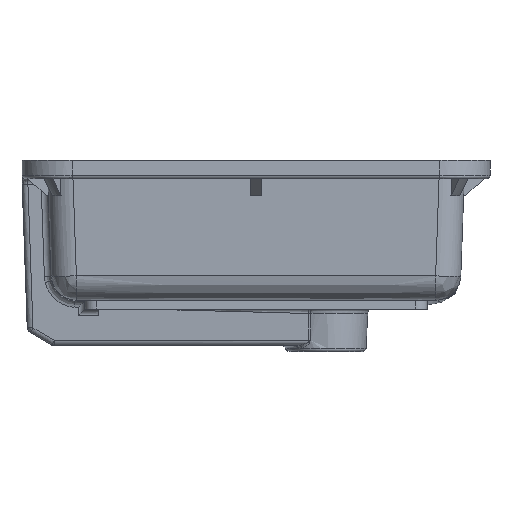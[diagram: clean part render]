
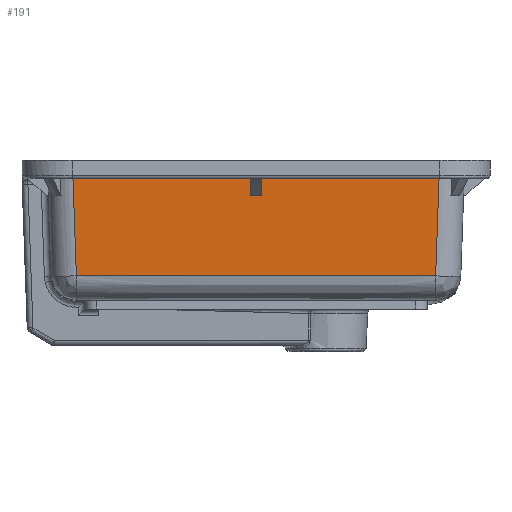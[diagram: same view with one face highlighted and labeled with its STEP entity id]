
A CAD part, left-side view. The second image highlights one B-rep face of the part: STEP entity #191.
In plain terms, the highlighted planar face has unit normal (-0.999, 0, -0.035).
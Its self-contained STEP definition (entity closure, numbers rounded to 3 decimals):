
#191=ADVANCED_FACE('',(#484),#4965,.T.);
#484=FACE_OUTER_BOUND('',#787,.T.);
#787=EDGE_LOOP('',(#1475,#1476,#1477,#1478,#1479,#1480,#1481,#1482));
#1475=ORIENTED_EDGE('',*,*,#2890,.F.);
#1476=ORIENTED_EDGE('',*,*,#2891,.F.);
#1477=ORIENTED_EDGE('',*,*,#2892,.F.);
#1478=ORIENTED_EDGE('',*,*,#2602,.F.);
#1479=ORIENTED_EDGE('',*,*,#2997,.F.);
#1480=ORIENTED_EDGE('',*,*,#2893,.F.);
#1481=ORIENTED_EDGE('',*,*,#2644,.F.);
#1482=ORIENTED_EDGE('',*,*,#2606,.F.);
#2602=EDGE_CURVE('',#4247,#4248,#3718,.T.);
#2606=EDGE_CURVE('',#4251,#4252,#3722,.T.);
#2644=EDGE_CURVE('',#4252,#4303,#3752,.T.);
#2890=EDGE_CURVE('',#4538,#4251,#3971,.T.);
#2891=EDGE_CURVE('',#4539,#4538,#3972,.T.);
#2892=EDGE_CURVE('',#4248,#4539,#3973,.T.);
#2893=EDGE_CURVE('',#4303,#4540,#3974,.T.);
#2997=EDGE_CURVE('',#4540,#4247,#4036,.T.);
#3718=B_SPLINE_CURVE_WITH_KNOTS('',1,(#11332,#11333),.UNSPECIFIED.,.F.,
 .F.,(2,2),(0.,154.962),.UNSPECIFIED.);
#3722=B_SPLINE_CURVE_WITH_KNOTS('',1,(#11340,#11341),.UNSPECIFIED.,.F.,
 .F.,(2,2),(0.,154.962),.UNSPECIFIED.);
#3752=B_SPLINE_CURVE_WITH_KNOTS('',1,(#11429,#11430),.UNSPECIFIED.,.F.,
 .F.,(2,2),(0.,84.974),.UNSPECIFIED.);
#3971=B_SPLINE_CURVE_WITH_KNOTS('',1,(#12322,#12323),.UNSPECIFIED.,.F.,
 .F.,(2,2),(-15.009,0.),.UNSPECIFIED.);
#3972=B_SPLINE_CURVE_WITH_KNOTS('',1,(#12324,#12325),.UNSPECIFIED.,.F.,
 .F.,(2,2),(-10.,0.),.UNSPECIFIED.);
#3973=B_SPLINE_CURVE_WITH_KNOTS('',1,(#12326,#12327),.UNSPECIFIED.,.F.,
 .F.,(2,2),(-15.009,0.),.UNSPECIFIED.);
#3974=B_SPLINE_CURVE_WITH_KNOTS('',3,(#12328,#12329,#12330,#12331,#12332,
#12333,#12334,#12335),.UNSPECIFIED.,.F.,.F.,(4,2,2,4),(-314.001,
-235.5,-157.,0.),.UNSPECIFIED.);
#4036=B_SPLINE_CURVE_WITH_KNOTS('',1,(#12698,#12699),.UNSPECIFIED.,.F.,
 .F.,(2,2),(0.,84.912),.UNSPECIFIED.);
#4247=VERTEX_POINT('',#10833);
#4248=VERTEX_POINT('',#10834);
#4251=VERTEX_POINT('',#10837);
#4252=VERTEX_POINT('',#10838);
#4303=VERTEX_POINT('',#10889);
#4538=VERTEX_POINT('',#11124);
#4539=VERTEX_POINT('',#11125);
#4540=VERTEX_POINT('',#11126);
#4965=PLANE('',#5126);
#5126=AXIS2_PLACEMENT_3D('',#7302,#5341,$);
#5341=DIRECTION('',(-0.999,0.,-0.035));
#7302=CARTESIAN_POINT('',(-281.789,-193.154,-6.24));
#10833=CARTESIAN_POINT('',(-281.449,159.962,-16.));
#10834=CARTESIAN_POINT('',(-281.449,5.,-16.));
#10837=CARTESIAN_POINT('',(-281.449,-5.,-16.));
#10838=CARTESIAN_POINT('',(-281.449,-159.962,-16.));
#10889=CARTESIAN_POINT('',(-278.485,-156.998,-100.87));
#11124=CARTESIAN_POINT('',(-280.925,-5.,-31.));
#11125=CARTESIAN_POINT('',(-280.925,5.,-31.));
#11126=CARTESIAN_POINT('',(-278.487,157.,-100.809));
#11332=CARTESIAN_POINT('',(-281.449,159.962,-16.));
#11333=CARTESIAN_POINT('',(-281.449,5.,-16.));
#11340=CARTESIAN_POINT('',(-281.449,-5.,-16.));
#11341=CARTESIAN_POINT('',(-281.449,-159.962,-16.));
#11429=CARTESIAN_POINT('',(-281.449,-159.962,-16.));
#11430=CARTESIAN_POINT('',(-278.485,-156.998,-100.87));
#12322=CARTESIAN_POINT('',(-280.925,-5.,-31.));
#12323=CARTESIAN_POINT('',(-281.449,-5.,-16.));
#12324=CARTESIAN_POINT('',(-280.925,5.,-31.));
#12325=CARTESIAN_POINT('',(-280.925,-5.,-31.));
#12326=CARTESIAN_POINT('',(-281.449,5.,-16.));
#12327=CARTESIAN_POINT('',(-280.925,5.,-31.));
#12328=CARTESIAN_POINT('',(-278.485,-156.998,-100.87));
#12329=CARTESIAN_POINT('',(-278.476,-130.833,-101.126));
#12330=CARTESIAN_POINT('',(-278.474,-104.666,-101.174));
#12331=CARTESIAN_POINT('',(-278.474,-52.332,-101.195));
#12332=CARTESIAN_POINT('',(-278.474,-26.166,-101.191));
#12333=CARTESIAN_POINT('',(-278.475,52.334,-101.14));
#12334=CARTESIAN_POINT('',(-278.479,104.668,-101.025));
#12335=CARTESIAN_POINT('',(-278.487,157.,-100.809));
#12698=CARTESIAN_POINT('',(-278.487,157.,-100.809));
#12699=CARTESIAN_POINT('',(-281.449,159.962,-16.));
